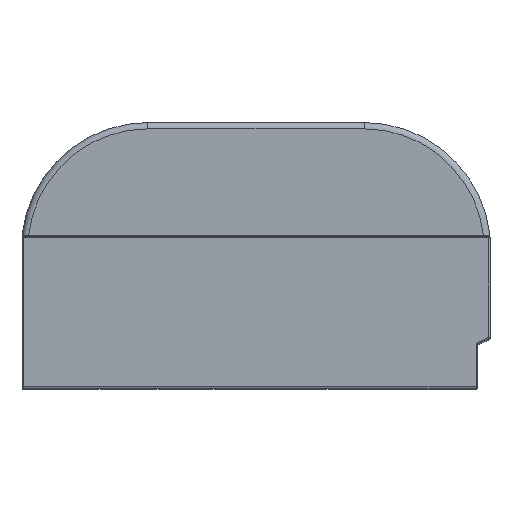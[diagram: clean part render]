
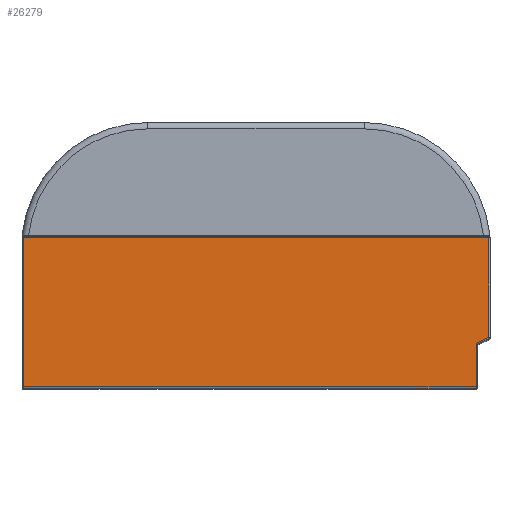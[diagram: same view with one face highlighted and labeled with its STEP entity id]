
A CAD part, top view. The second image highlights one B-rep face of the part: STEP entity #26279.
In plain terms, the highlighted planar face has unit normal (0, 0, 1).
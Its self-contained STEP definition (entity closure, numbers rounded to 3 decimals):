
#74 = EDGE_CURVE ( 'NONE', #27745, #8067, #1966, .T. ) ;
#394 = CARTESIAN_POINT ( 'NONE',  ( 0., -0.1, 57. ) ) ;
#716 = CARTESIAN_POINT ( 'NONE',  ( 35.9, -11.9, 57. ) ) ;
#793 = LINE ( 'NONE', #10597, #13755 ) ;
#1966 = LINE ( 'NONE', #394, #21323 ) ;
#3166 = FACE_OUTER_BOUND ( 'NONE', #29347, .T. ) ;
#3718 = LINE ( 'NONE', #16491, #30973 ) ;
#3999 = CARTESIAN_POINT ( 'NONE',  ( 35.9, -8.461, 57. ) ) ;
#4549 = CARTESIAN_POINT ( 'NONE',  ( 35.9, 0., 57. ) ) ;
#4860 = EDGE_CURVE ( 'NONE', #18665, #27745, #3718, .T. ) ;
#5152 = DIRECTION ( 'NONE',  ( 1., 0., 0. ) ) ;
#5979 = ORIENTED_EDGE ( 'NONE', *, *, #4860, .T. ) ;
#7156 = DIRECTION ( 'NONE',  ( 0., 1., 0. ) ) ;
#8067 = VERTEX_POINT ( 'NONE', #34333 ) ;
#9264 = PLANE ( 'NONE',  #20687 ) ;
#10497 = ORIENTED_EDGE ( 'NONE', *, *, #12178, .T. ) ;
#10597 = CARTESIAN_POINT ( 'NONE',  ( 0.1, 0., 57. ) ) ;
#11027 = VERTEX_POINT ( 'NONE', #716 ) ;
#12178 = EDGE_CURVE ( 'NONE', #8067, #26912, #793, .T. ) ;
#12189 = VECTOR ( 'NONE', #31812, 1000. ) ;
#13755 = VECTOR ( 'NONE', #26987, 1000. ) ;
#14251 = LINE ( 'NONE', #34646, #25984 ) ;
#14262 = CARTESIAN_POINT ( 'NONE',  ( 0.1, -11.9, 57. ) ) ;
#14886 = DIRECTION ( 'NONE',  ( -1., 0., 0. ) ) ;
#15452 = LINE ( 'NONE', #26525, #12189 ) ;
#15631 = CARTESIAN_POINT ( 'NONE',  ( 36.9, -0.1, 57. ) ) ;
#16491 = CARTESIAN_POINT ( 'NONE',  ( 36.9, 0., 57. ) ) ;
#16975 = DIRECTION ( 'NONE',  ( -1., 0., 0. ) ) ;
#17221 = ORIENTED_EDGE ( 'NONE', *, *, #21447, .T. ) ;
#18665 = VERTEX_POINT ( 'NONE', #30830 ) ;
#19340 = DIRECTION ( 'NONE',  ( 0., 1., 0. ) ) ;
#20385 = ORIENTED_EDGE ( 'NONE', *, *, #32009, .T. ) ;
#20687 = AXIS2_PLACEMENT_3D ( 'NONE', #28226, #30922, #14886 ) ;
#21323 = VECTOR ( 'NONE', #16975, 1000. ) ;
#21447 = EDGE_CURVE ( 'NONE', #30746, #18665, #15452, .T. ) ;
#22097 = ORIENTED_EDGE ( 'NONE', *, *, #74, .T. ) ;
#24225 = ORIENTED_EDGE ( 'NONE', *, *, #28472, .T. ) ;
#25984 = VECTOR ( 'NONE', #5152, 1000. ) ;
#26279 = ADVANCED_FACE ( 'NONE', ( #3166 ), #9264, .F. ) ;
#26525 = CARTESIAN_POINT ( 'NONE',  ( 9.918, -20.831, 57. ) ) ;
#26912 = VERTEX_POINT ( 'NONE', #14262 ) ;
#26987 = DIRECTION ( 'NONE',  ( 0., -1., 0. ) ) ;
#27745 = VERTEX_POINT ( 'NONE', #15631 ) ;
#28226 = CARTESIAN_POINT ( 'NONE',  ( 0., 0., 57. ) ) ;
#28472 = EDGE_CURVE ( 'NONE', #26912, #11027, #14251, .T. ) ;
#29172 = LINE ( 'NONE', #4549, #33218 ) ;
#29347 = EDGE_LOOP ( 'NONE', ( #17221, #5979, #22097, #10497, #24225, #20385 ) ) ;
#30746 = VERTEX_POINT ( 'NONE', #3999 ) ;
#30830 = CARTESIAN_POINT ( 'NONE',  ( 36.9, -7.984, 57. ) ) ;
#30922 = DIRECTION ( 'NONE',  ( 0., 0., -1. ) ) ;
#30973 = VECTOR ( 'NONE', #19340, 1000. ) ;
#31812 = DIRECTION ( 'NONE',  ( 0.903, 0.43, 0. ) ) ;
#32009 = EDGE_CURVE ( 'NONE', #11027, #30746, #29172, .T. ) ;
#33218 = VECTOR ( 'NONE', #7156, 1000. ) ;
#34333 = CARTESIAN_POINT ( 'NONE',  ( 0.1, -0.1, 57. ) ) ;
#34646 = CARTESIAN_POINT ( 'NONE',  ( 36., -11.9, 57. ) ) ;
